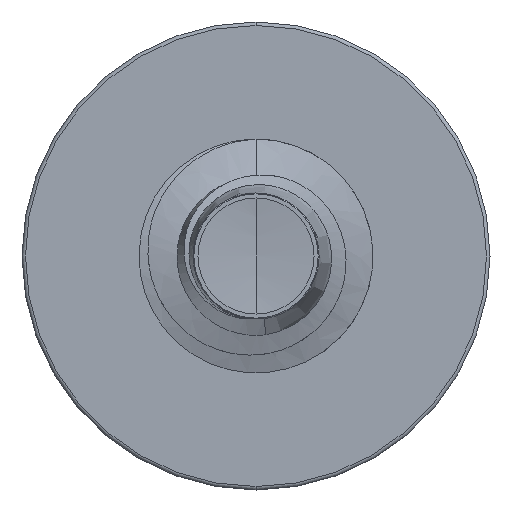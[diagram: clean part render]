
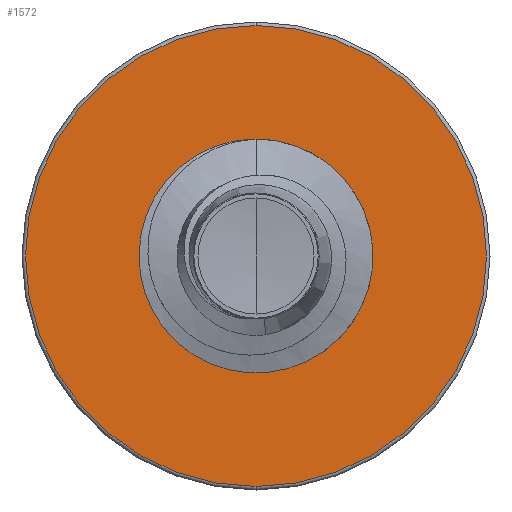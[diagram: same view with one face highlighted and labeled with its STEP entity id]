
A CAD part, front view. The second image highlights one B-rep face of the part: STEP entity #1572.
In plain terms, the highlighted planar face has unit normal (0, -1, 0).
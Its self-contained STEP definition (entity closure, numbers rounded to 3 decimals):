
#138 = VERTEX_POINT ( 'NONE', #8960 ) ;
#184 = CIRCLE ( 'NONE', #5670, 2.415 ) ;
#427 = VERTEX_POINT ( 'NONE', #2273 ) ;
#465 = CARTESIAN_POINT ( 'NONE',  ( 0., 5., -2.415 ) ) ;
#665 = DIRECTION ( 'NONE',  ( 0., 1., 0. ) ) ;
#668 = DIRECTION ( 'NONE',  ( 0., 1., 0. ) ) ;
#729 = ORIENTED_EDGE ( 'NONE', *, *, #892, .T. ) ;
#892 = EDGE_CURVE ( 'NONE', #138, #6349, #184, .T. ) ;
#1084 = ORIENTED_EDGE ( 'NONE', *, *, #4759, .T. ) ;
#1210 = DIRECTION ( 'NONE',  ( 0., 0., 1. ) ) ;
#1459 = CIRCLE ( 'NONE', #7801, 2.415 ) ;
#1572 = ADVANCED_FACE ( 'NONE', ( #8789, #4468 ), #8266, .F. ) ;
#2009 = DIRECTION ( 'NONE',  ( 0., 1., 0. ) ) ;
#2273 = CARTESIAN_POINT ( 'NONE',  ( 0., 5., 4.925 ) ) ;
#2621 = CARTESIAN_POINT ( 'NONE',  ( 0., 5., 0. ) ) ;
#2742 = AXIS2_PLACEMENT_3D ( 'NONE', #2621, #7536, #3312 ) ;
#3312 = DIRECTION ( 'NONE',  ( 0., 0., 1. ) ) ;
#3977 = CIRCLE ( 'NONE', #2742, 4.925 ) ;
#4291 = CIRCLE ( 'NONE', #4294, 4.925 ) ;
#4294 = AXIS2_PLACEMENT_3D ( 'NONE', #4960, #665, #5679 ) ;
#4468 = FACE_BOUND ( 'NONE', #4478, .T. ) ;
#4478 = EDGE_LOOP ( 'NONE', ( #729, #1084 ) ) ;
#4759 = EDGE_CURVE ( 'NONE', #6349, #138, #1459, .T. ) ;
#4960 = CARTESIAN_POINT ( 'NONE',  ( 0., 5., 0. ) ) ;
#4966 = CARTESIAN_POINT ( 'NONE',  ( 0., 5., 0. ) ) ;
#5416 = EDGE_CURVE ( 'NONE', #7075, #427, #4291, .T. ) ;
#5480 = DIRECTION ( 'NONE',  ( 0., 1., 0. ) ) ;
#5670 = AXIS2_PLACEMENT_3D ( 'NONE', #4966, #668, #5683 ) ;
#5679 = DIRECTION ( 'NONE',  ( 0., 0., 1. ) ) ;
#5683 = DIRECTION ( 'NONE',  ( 0., 0., 1. ) ) ;
#5718 = CARTESIAN_POINT ( 'NONE',  ( 0., 5., -4.925 ) ) ;
#6072 = EDGE_CURVE ( 'NONE', #427, #7075, #3977, .T. ) ;
#6208 = CARTESIAN_POINT ( 'NONE',  ( 0., 5., 0. ) ) ;
#6349 = VERTEX_POINT ( 'NONE', #7703 ) ;
#6443 = AXIS2_PLACEMENT_3D ( 'NONE', #465, #5480, #1210 ) ;
#6914 = DIRECTION ( 'NONE',  ( 0., 0., 1. ) ) ;
#6971 = ORIENTED_EDGE ( 'NONE', *, *, #5416, .F. ) ;
#7075 = VERTEX_POINT ( 'NONE', #5718 ) ;
#7536 = DIRECTION ( 'NONE',  ( 0., 1., 0. ) ) ;
#7645 = EDGE_LOOP ( 'NONE', ( #8651, #6971 ) ) ;
#7703 = CARTESIAN_POINT ( 'NONE',  ( 0., 5., -2.415 ) ) ;
#7801 = AXIS2_PLACEMENT_3D ( 'NONE', #6208, #2009, #6914 ) ;
#8266 = PLANE ( 'NONE',  #6443 ) ;
#8651 = ORIENTED_EDGE ( 'NONE', *, *, #6072, .F. ) ;
#8789 = FACE_OUTER_BOUND ( 'NONE', #7645, .T. ) ;
#8960 = CARTESIAN_POINT ( 'NONE',  ( 0., 5., 2.415 ) ) ;
